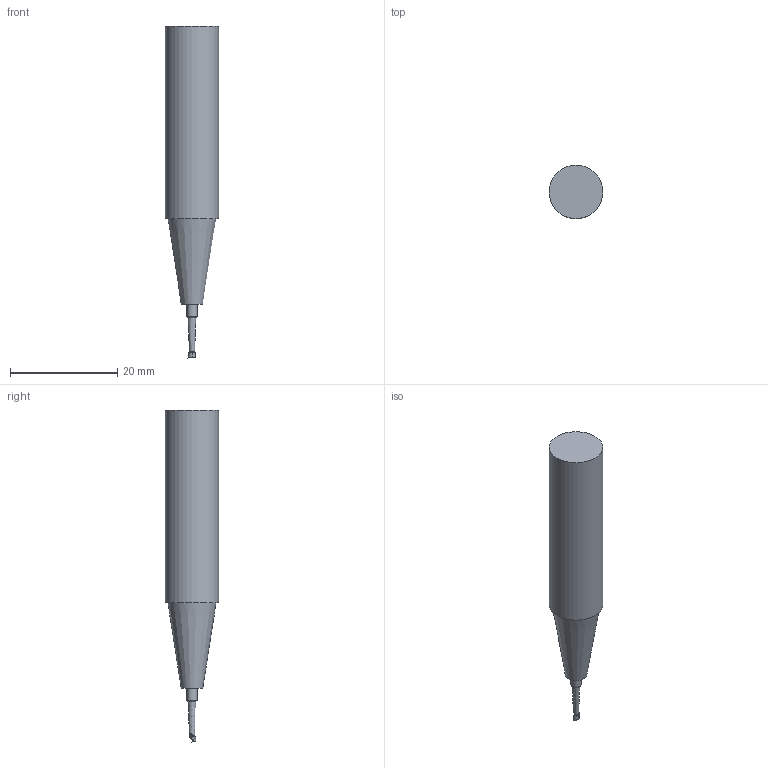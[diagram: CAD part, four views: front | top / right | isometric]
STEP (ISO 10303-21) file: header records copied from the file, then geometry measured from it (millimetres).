
FILE_DESCRIPTION((''),'1');
FILE_NAME('RBE1.5.stp','2022-09-28T02:22:50',(''),(''),'Spatial Interop R21 SP3','Kubotek KeyCreator 2011 V10.0.2 (22737)',' ');
FILE_SCHEMA(('automotive_design'));
Length unit declared in the file: millimetre
Products named in the file (2): 241[3]; 240[2]
Bounding box: 10 x 10 x 62 mm (x, y, z)
Volume: 3399.3 mm3; surface area: 1609.7 mm2
Topology: 2 solids, 2 shells, 21 faces, 42 edges, 27 vertices
Faces by surface type: plane 9, cylinder 7, cone 5
Full cylindrical faces by diameter (mm): 1.9 x1, 10 x1
Entity records: 1044 total; most frequent: CARTESIAN_POINT 148, DIRECTION 90, PRESENTATION_STYLE_ASSIGNMENT 82, COLOUR_RGB 82, ORIENTED_EDGE 72, STYLED_ITEM 59, CURVE_STYLE 59, DRAUGHTING_PRE_DEFINED_CURVE_FONT 59
